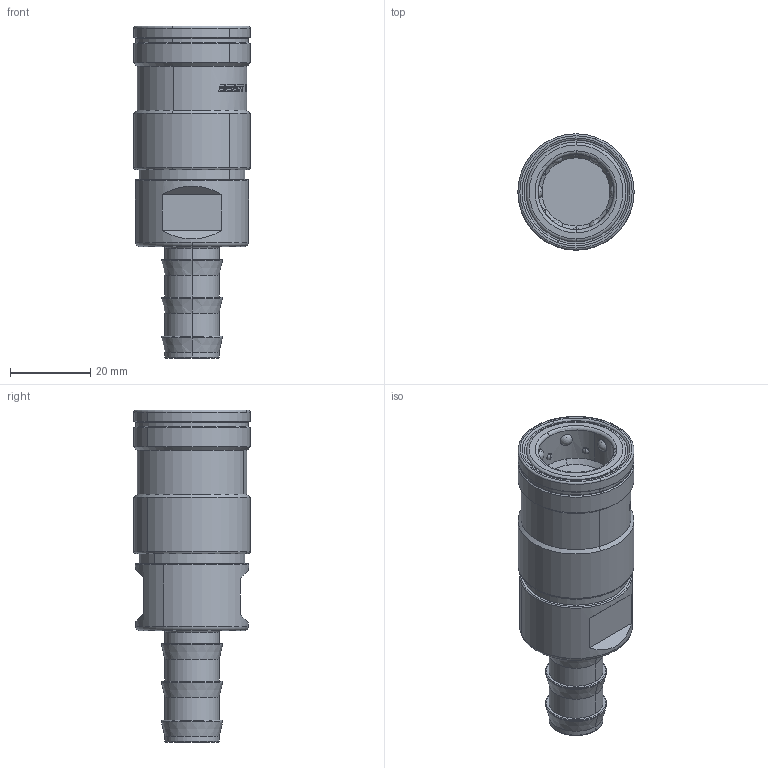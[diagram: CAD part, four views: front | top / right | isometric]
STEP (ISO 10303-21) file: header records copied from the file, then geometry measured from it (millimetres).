
FILE_DESCRIPTION (( 'STEP AP214' ), '1' );
FILE_NAME ('UQD 06S H13-RD-02.STEP', '2025-01-22T02:13:13', ( 'Windows 蚚誧' ), ( '' ), 'SwSTEP 2.0', 'SolidWorks 2023', '' );
FILE_SCHEMA (( 'AUTOMOTIVE_DESIGN' ));
Length unit declared in the file: millimetre
Products named in the file (1): UQD 06S H13-RD-02
Bounding box: 29 x 29 x 82.8 mm (x, y, z)
Volume: 34660.8 mm3; surface area: 8684 mm2
Topology: 1 solids, 2 shells, 417 faces, 1083 edges, 712 vertices
Faces by surface type: bspline 145, plane 137, cylinder 57, cone 28, torus 26, sphere 24
Entity records: 15890 total; most frequent: CARTESIAN_POINT 6982, ORIENTED_EDGE 2130, DIRECTION 1343, EDGE_CURVE 1065, VERTEX_POINT 700, AXIS2_PLACEMENT_3D 505, EDGE_LOOP 479, B_SPLINE_CURVE_WITH_KNOTS 446
